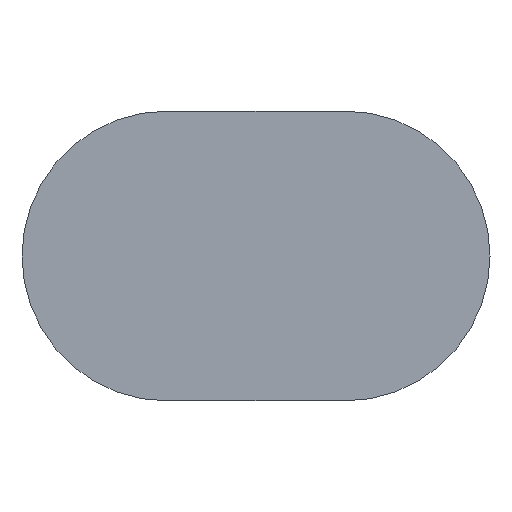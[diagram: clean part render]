
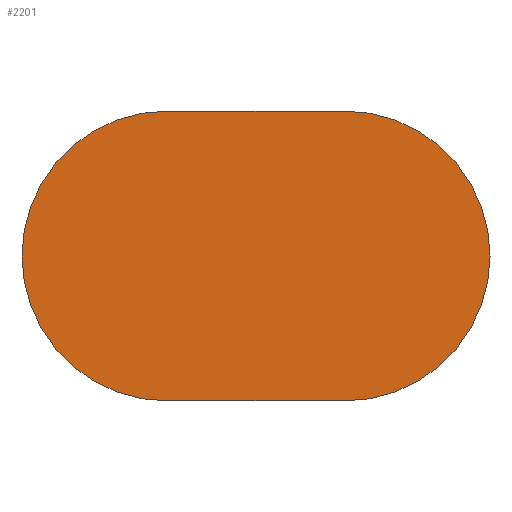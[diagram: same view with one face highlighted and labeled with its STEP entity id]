
A CAD part, front view. The second image highlights one B-rep face of the part: STEP entity #2201.
In plain terms, the highlighted planar face has unit normal (0, -1, 0).
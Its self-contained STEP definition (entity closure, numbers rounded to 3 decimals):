
#66 = VECTOR ( 'NONE', #3111, 1000. ) ;
#73 = AXIS2_PLACEMENT_3D ( 'NONE', #1740, #3041, #417 ) ;
#188 = CARTESIAN_POINT ( 'NONE',  ( 0., 0., 3.25 ) ) ;
#342 = VECTOR ( 'NONE', #1250, 1000. ) ;
#347 = AXIS2_PLACEMENT_3D ( 'NONE', #1054, #1872, #1577 ) ;
#376 = VERTEX_POINT ( 'NONE', #1536 ) ;
#417 = DIRECTION ( 'NONE',  ( 0., 0., 1. ) ) ;
#422 = VERTEX_POINT ( 'NONE', #423 ) ;
#423 = CARTESIAN_POINT ( 'NONE',  ( 4., 0., 3.25 ) ) ;
#517 = CARTESIAN_POINT ( 'NONE',  ( 0., 0., -3.25 ) ) ;
#702 = EDGE_CURVE ( 'NONE', #2443, #376, #707, .T. ) ;
#707 = LINE ( 'NONE', #1773, #66 ) ;
#755 = EDGE_CURVE ( 'NONE', #376, #422, #898, .T. ) ;
#898 = CIRCLE ( 'NONE', #2889, 3.25 ) ;
#1022 = EDGE_CURVE ( 'NONE', #422, #1062, #2029, .T. ) ;
#1054 = CARTESIAN_POINT ( 'NONE',  ( 0., 0., 0. ) ) ;
#1058 = DIRECTION ( 'NONE',  ( 0., -1., 0. ) ) ;
#1062 = VERTEX_POINT ( 'NONE', #1906 ) ;
#1250 = DIRECTION ( 'NONE',  ( -1., 0., 0. ) ) ;
#1341 = DIRECTION ( 'NONE',  ( 0., 0., -1. ) ) ;
#1536 = CARTESIAN_POINT ( 'NONE',  ( 4., 0., -3.25 ) ) ;
#1577 = DIRECTION ( 'NONE',  ( 0., 0., -1. ) ) ;
#1701 = FACE_OUTER_BOUND ( 'NONE', #2073, .T. ) ;
#1720 = PLANE ( 'NONE',  #73 ) ;
#1740 = CARTESIAN_POINT ( 'NONE',  ( 0., 0., 0. ) ) ;
#1773 = CARTESIAN_POINT ( 'NONE',  ( 0., 0., -3.25 ) ) ;
#1851 = CIRCLE ( 'NONE', #347, 3.25 ) ;
#1872 = DIRECTION ( 'NONE',  ( 0., -1., 0. ) ) ;
#1906 = CARTESIAN_POINT ( 'NONE',  ( 0., 0., 3.25 ) ) ;
#2029 = LINE ( 'NONE', #188, #342 ) ;
#2073 = EDGE_LOOP ( 'NONE', ( #2461, #3256, #3352, #2584 ) ) ;
#2201 = ADVANCED_FACE ( 'NONE', ( #1701 ), #1720, .F. ) ;
#2443 = VERTEX_POINT ( 'NONE', #517 ) ;
#2461 = ORIENTED_EDGE ( 'NONE', *, *, #2829, .T. ) ;
#2584 = ORIENTED_EDGE ( 'NONE', *, *, #1022, .T. ) ;
#2829 = EDGE_CURVE ( 'NONE', #1062, #2443, #1851, .T. ) ;
#2889 = AXIS2_PLACEMENT_3D ( 'NONE', #3226, #1058, #1341 ) ;
#3041 = DIRECTION ( 'NONE',  ( 0., 1., 0. ) ) ;
#3111 = DIRECTION ( 'NONE',  ( 1., 0., 0. ) ) ;
#3226 = CARTESIAN_POINT ( 'NONE',  ( 4., 0., 0. ) ) ;
#3256 = ORIENTED_EDGE ( 'NONE', *, *, #702, .T. ) ;
#3352 = ORIENTED_EDGE ( 'NONE', *, *, #755, .T. ) ;
